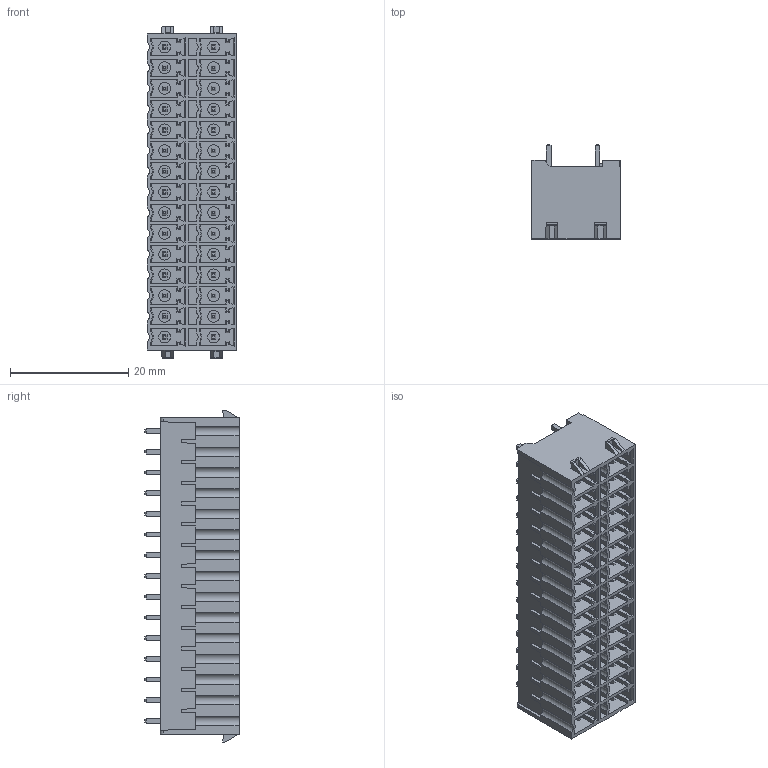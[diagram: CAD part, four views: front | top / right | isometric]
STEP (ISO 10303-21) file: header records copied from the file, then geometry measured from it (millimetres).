
FILE_DESCRIPTION((''),'2;1');
FILE_NAME('TLPHDL-007V-28P-X','2024-09-14T08:53:05',('sheji109'),(''),'CREO PARAMETRIC BY PTC INC, 2018100','CREO PARAMETRIC BY PTC INC, 2018100','');
FILE_SCHEMA(('AUTOMOTIVE_DESIGN { 1 0 10303 214 1 1 1 1 }'));
Products named in the file (1): TLPHDL-007V-28P-X
Bounding box: 15.2 x 15.9 x 56.1 mm (x, y, z)
Volume: 6893.7 mm3; surface area: 9879.9 mm2
Topology: 1 solids, 40 shells, 3017 faces, 8061 edges, 5259 vertices
Faces by surface type: plane 2599, cylinder 263, cone 129, bspline 26
Entity records: 93544 total; most frequent: CARTESIAN_POINT 18575, ORIENTED_EDGE 16122, DIRECTION 14334, EDGE_CURVE 8061, VECTOR 7026, LINE 7026, VERTEX_POINT 5259, AXIS2_PLACEMENT_3D 3654
